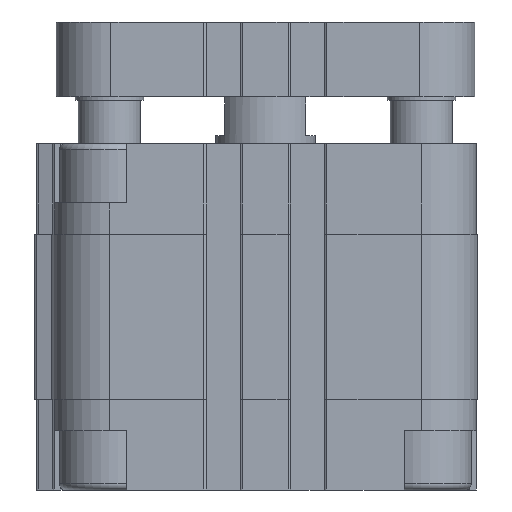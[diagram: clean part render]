
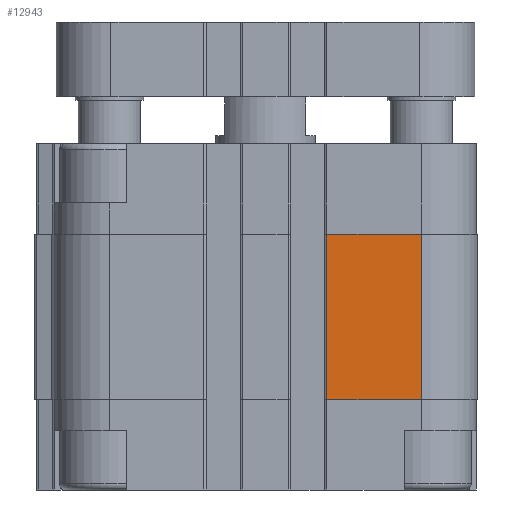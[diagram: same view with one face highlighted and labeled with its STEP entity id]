
A CAD part, left-side view. The second image highlights one B-rep face of the part: STEP entity #12943.
In plain terms, the highlighted face is planar.
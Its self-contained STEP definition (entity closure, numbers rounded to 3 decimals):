
#191=LINE('',#19694,#1371);
#517=LINE('',#20555,#1697);
#543=LINE('',#20648,#1723);
#544=LINE('',#20650,#1724);
#1371=VECTOR('',#15271,1000.);
#1697=VECTOR('',#16089,1000.);
#1723=VECTOR('',#16227,1000.);
#1724=VECTOR('',#16230,1000.);
#2521=PLANE('',#13956);
#4553=ORIENTED_EDGE('',*,*,#7893,.F.);
#4554=ORIENTED_EDGE('',*,*,#7939,.F.);
#4555=ORIENTED_EDGE('',*,*,#7456,.T.);
#4556=ORIENTED_EDGE('',*,*,#7940,.T.);
#7456=EDGE_CURVE('',#9362,#9361,#191,.T.);
#7893=EDGE_CURVE('',#9650,#9651,#517,.T.);
#7939=EDGE_CURVE('',#9362,#9650,#543,.T.);
#7940=EDGE_CURVE('',#9361,#9651,#544,.T.);
#9361=VERTEX_POINT('',#19693);
#9362=VERTEX_POINT('',#19695);
#9650=VERTEX_POINT('',#20554);
#9651=VERTEX_POINT('',#20556);
#11109=EDGE_LOOP('',(#4553,#4554,#4555,#4556));
#12011=FACE_BOUND('',#11109,.T.);
#12943=ADVANCED_FACE('',(#12011),#2521,.T.);
#13956=AXIS2_PLACEMENT_3D('',#20649,#16228,#16229);
#15271=DIRECTION('',(0.,1.,0.));
#16089=DIRECTION('',(0.,1.,0.));
#16227=DIRECTION('',(0.,0.,1.));
#16228=DIRECTION('',(1.,0.,0.));
#16229=DIRECTION('',(0.,0.,-1.));
#16230=DIRECTION('',(0.,0.,1.));
#19693=CARTESIAN_POINT('',(34.,25.,-41.));
#19694=CARTESIAN_POINT('',(34.,9.85,-41.));
#19695=CARTESIAN_POINT('',(34.,9.85,-41.));
#20554=CARTESIAN_POINT('',(34.,9.85,-14.5));
#20555=CARTESIAN_POINT('',(34.,9.85,-14.5));
#20556=CARTESIAN_POINT('',(34.,25.,-14.5));
#20648=CARTESIAN_POINT('',(34.,9.85,-41.));
#20649=CARTESIAN_POINT('',(34.,9.85,-41.));
#20650=CARTESIAN_POINT('',(34.,25.,-41.));
